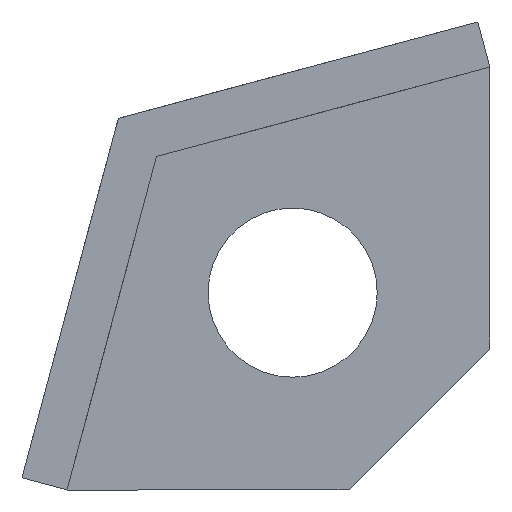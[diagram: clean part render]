
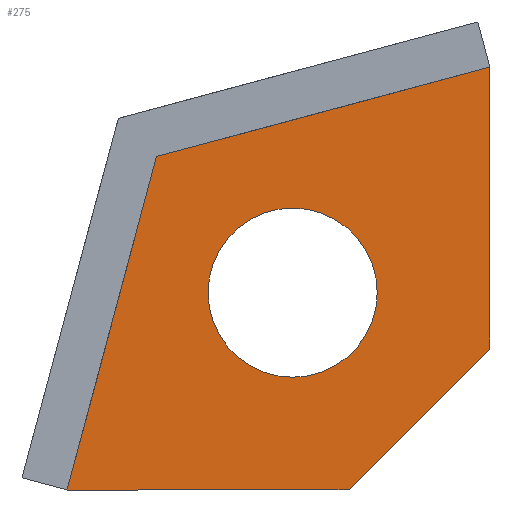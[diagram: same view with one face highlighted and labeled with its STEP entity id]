
A CAD part, front view. The second image highlights one B-rep face of the part: STEP entity #275.
In plain terms, the highlighted planar face has unit normal (0, -1, 0).
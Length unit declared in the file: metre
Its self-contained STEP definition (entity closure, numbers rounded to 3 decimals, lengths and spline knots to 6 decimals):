
#20=CIRCLE('',#308,0.015);
#79=ORIENTED_EDGE('',*,*,#117,.F.);
#80=ORIENTED_EDGE('',*,*,#99,.T.);
#81=ORIENTED_EDGE('',*,*,#95,.F.);
#82=ORIENTED_EDGE('',*,*,#120,.T.);
#83=ORIENTED_EDGE('',*,*,#121,.F.);
#84=ORIENTED_EDGE('',*,*,#122,.F.);
#95=EDGE_CURVE('',#125,#129,#152,.T.);
#99=EDGE_CURVE('',#132,#129,#155,.T.);
#117=EDGE_CURVE('',#132,#144,#170,.T.);
#120=EDGE_CURVE('',#125,#145,#173,.T.);
#121=EDGE_CURVE('',#144,#145,#174,.T.);
#122=EDGE_CURVE('',#146,#146,#20,.T.);
#125=VERTEX_POINT('',#390);
#129=VERTEX_POINT('',#400);
#132=VERTEX_POINT('',#408);
#144=VERTEX_POINT('',#444);
#145=VERTEX_POINT('',#448);
#146=VERTEX_POINT('',#454);
#152=LINE('',#399,#180);
#155=LINE('',#407,#183);
#170=LINE('',#443,#198);
#173=LINE('',#449,#201);
#174=LINE('',#451,#202);
#180=VECTOR('',#325,1.);
#183=VECTOR('',#332,1.);
#198=VECTOR('',#365,1.);
#201=VECTOR('',#370,1.);
#202=VECTOR('',#373,1.);
#221=EDGE_LOOP('',(#79,#80,#81,#82,#83));
#222=EDGE_LOOP('',(#84));
#245=FACE_BOUND('',#221,.T.);
#246=FACE_BOUND('',#222,.T.);
#262=PLANE('',#309);
#275=ADVANCED_FACE('',(#245,#246),#262,.T.);
#308=AXIS2_PLACEMENT_3D('',#453,#376,#377);
#309=AXIS2_PLACEMENT_3D('',#455,#378,#379);
#325=DIRECTION('',(0.259,0.,0.966));
#332=DIRECTION('',(-0.966,0.,-0.259));
#365=DIRECTION('',(0.,0.,-1.));
#370=DIRECTION('',(1.,0.,0.));
#373=DIRECTION('',(-0.707,0.,-0.707));
#376=DIRECTION('',(0.,-1.,0.));
#377=DIRECTION('',(0.,0.,-1.));
#378=DIRECTION('',(0.,-1.,0.));
#379=DIRECTION('',(1.,0.,0.));
#390=CARTESIAN_POINT('',(-0.075,-0.01,0.));
#399=CARTESIAN_POINT('',(-0.067075,-0.01,0.029575));
#400=CARTESIAN_POINT('',(-0.059151,-0.01,0.059151));
#407=CARTESIAN_POINT('',(-0.029575,-0.01,0.067075));
#408=CARTESIAN_POINT('',(0.,-0.01,0.075));
#443=CARTESIAN_POINT('',(0.,-0.01,0.05));
#444=CARTESIAN_POINT('',(0.,-0.01,0.025));
#448=CARTESIAN_POINT('',(-0.025,-0.01,0.));
#449=CARTESIAN_POINT('',(-0.05,-0.01,0.));
#451=CARTESIAN_POINT('',(-0.01875,-0.01,0.00625));
#453=CARTESIAN_POINT('',(-0.035,-0.01,0.035));
#454=CARTESIAN_POINT('',(-0.035,-0.01,0.02));
#455=CARTESIAN_POINT('',(-0.0415,-0.01,0.0415));
